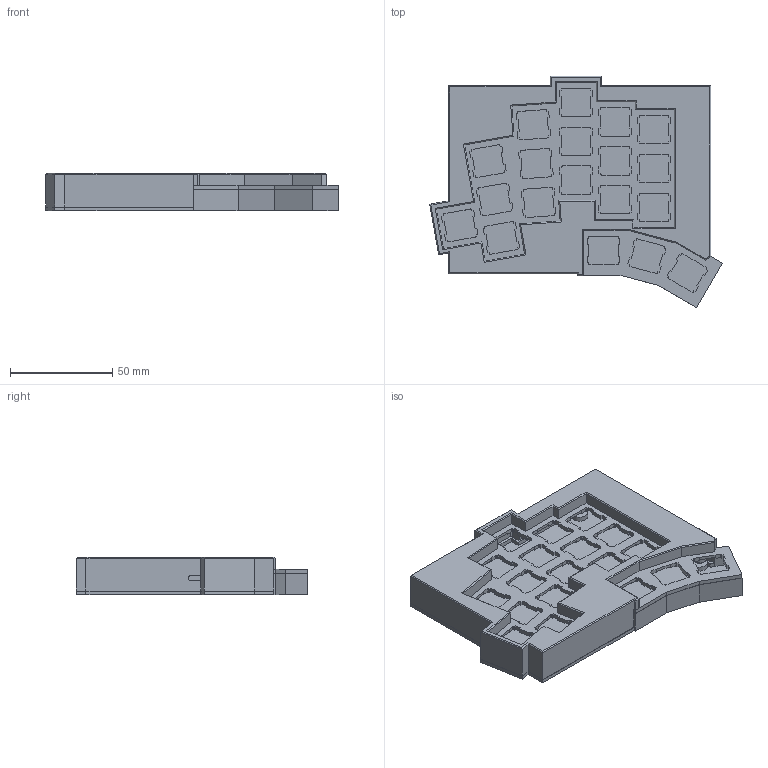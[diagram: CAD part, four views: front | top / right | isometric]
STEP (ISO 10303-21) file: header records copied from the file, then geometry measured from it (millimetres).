
FILE_DESCRIPTION(/* description */ ('','CAx-IF Rec.Pracs.---Representation and Presentation of Product Manufacturing Information (PMI)---4.0---2014-10-13'),/* implementation_level */ '2;1');
FILE_NAME(/* name */ 'TOTEMX Assembly v16.step',/* time_stamp */ '2025-02-19T17:39:58-05:00',/* author */ (''),/* organization */ (''),/* preprocessor_version */ 'ST-DEVELOPER v20',/* originating_system */ 'Autodesk Translation Framework v13.20.0.188',/* authorisation */ '');
FILE_SCHEMA (('AP242_MANAGED_MODEL_BASED_3D_ENGINEERING_MIM_LF { 1 0 10303 442 1 1 4 }'));
Length unit declared in the file: millimetre
Products named in the file (4): TOTEMX Assembly; TOTEMX Plate; TOTEMX Bottom Plate; TOTEMX Top Left
Assembly tree (3 placements, depth 2):
  TOTEMX Assembly
    TOTEMX Plate
    TOTEMX Bottom Plate
    TOTEMX Top Left
Bounding box: 142.74 x 112.89 x 18.5 mm (x, y, z)
Volume: 73677.7 mm3; surface area: 70122 mm2
Topology: 3 solids, 3 shells, 1091 faces, 3122 edges, 2046 vertices
Faces by surface type: plane 877, cylinder 214
Full cylindrical faces by diameter (mm): 2.2 x8, 2.8 x4, 4.25 x4, 6 x1, 6.939 x1, 8.4 x4
Entity records: 35403 total; most frequent: CARTESIAN_POINT 6266, ORIENTED_EDGE 6244, DIRECTION 5776, EDGE_CURVE 3122, LINE 2664, VECTOR 2664, VERTEX_POINT 2046, AXIS2_PLACEMENT_3D 1556
